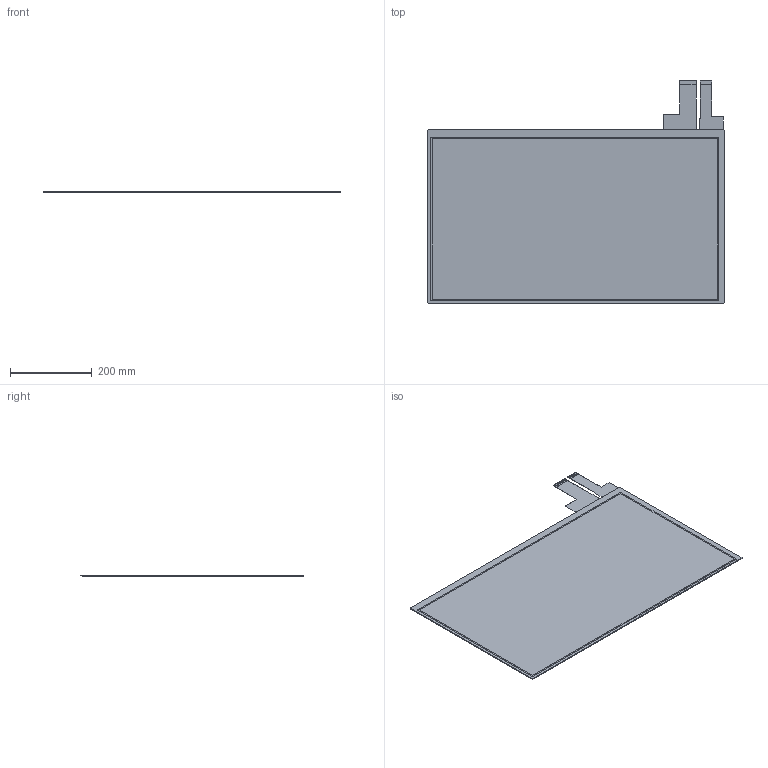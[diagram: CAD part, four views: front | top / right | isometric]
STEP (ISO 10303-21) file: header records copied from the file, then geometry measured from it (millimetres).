
FILE_DESCRIPTION(/* description */ (''),/* implementation_level */ '2;1');
FILE_NAME(/* name */ 'DUS-A320WA120A.stp',/* time_stamp */ '2023-05-09T18:49:57+09:00',/* author */ ('n-hirata'),/* organization */ (''),/* preprocessor_version */ 'ST-DEVELOPER v18.1',/* originating_system */ 'Autodesk Inventor 2020',/* authorisation */ '');
FILE_SCHEMA (('CONFIG_CONTROL_DESIGN'));
Length unit declared in the file: millimetre
Products named in the file (1): DUS-A320WA120A
Bounding box: 726.3 x 545.2 x 2.35 mm (x, y, z)
Volume: 726183.9 mm3; surface area: 644995.6 mm2
Topology: 1 solids, 1 shells, 594 faces, 1796 edges, 1240 vertices
Faces by surface type: plane 586, cylinder 8
Entity records: 19675 total; most frequent: CARTESIAN_POINT 3599, ORIENTED_EDGE 3528, DIRECTION 2974, EDGE_CURVE 1764, LINE 1744, VECTOR 1744, VERTEX_POINT 1176, AXIS2_PLACEMENT_3D 615
